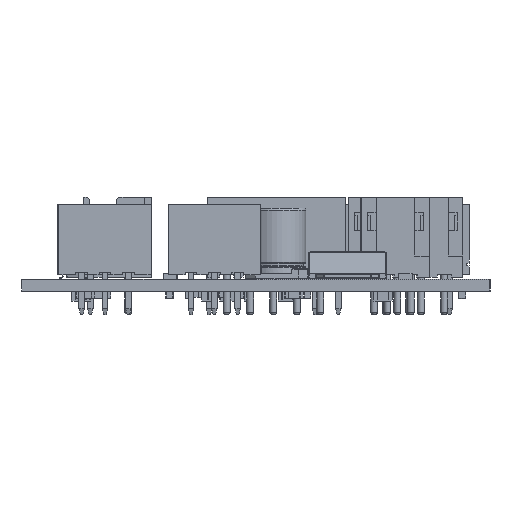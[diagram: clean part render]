
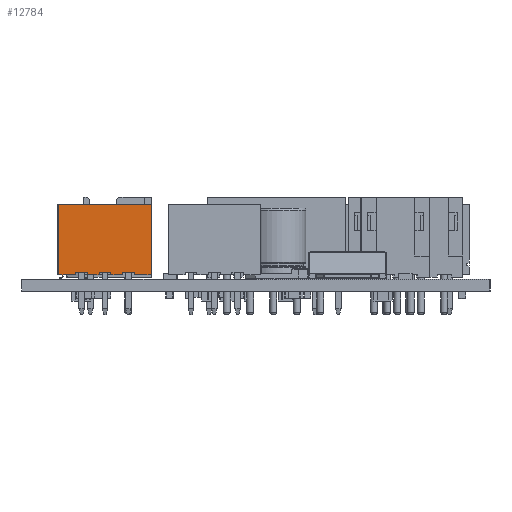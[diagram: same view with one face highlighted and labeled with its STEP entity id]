
A CAD part, left-side view. The second image highlights one B-rep face of the part: STEP entity #12784.
In plain terms, the highlighted face is planar.
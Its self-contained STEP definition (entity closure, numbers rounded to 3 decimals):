
#12168 = VERTEX_POINT('',#12169);
#12169 = CARTESIAN_POINT('',(-3.95,-2.8,9.4));
#12177 = EDGE_CURVE('',#12178,#12168,#12180,.T.);
#12178 = VERTEX_POINT('',#12179);
#12179 = CARTESIAN_POINT('',(-3.95,-2.8,3.4));
#12180 = LINE('',#12181,#12182);
#12181 = CARTESIAN_POINT('',(-3.95,-2.8,3.4));
#12182 = VECTOR('',#12183,1.);
#12183 = DIRECTION('',(0.,0.,1.));
#12273 = EDGE_CURVE('',#12168,#12274,#12276,.T.);
#12274 = VERTEX_POINT('',#12275);
#12275 = CARTESIAN_POINT('',(3.95,-2.8,9.4));
#12276 = LINE('',#12277,#12278);
#12277 = CARTESIAN_POINT('',(-3.95,-2.8,9.4));
#12278 = VECTOR('',#12279,1.);
#12279 = DIRECTION('',(1.,0.,0.));
#12766 = EDGE_CURVE('',#12178,#12767,#12769,.T.);
#12767 = VERTEX_POINT('',#12768);
#12768 = CARTESIAN_POINT('',(-2.5,-2.8,3.4));
#12769 = LINE('',#12770,#12771);
#12770 = CARTESIAN_POINT('',(-3.95,-2.8,3.4));
#12771 = VECTOR('',#12772,1.);
#12772 = DIRECTION('',(1.,0.,0.));
#12784 = ADVANCED_FACE('',(#12785),#12892,.F.);
#12785 = FACE_BOUND('',#12786,.F.);
#12786 = EDGE_LOOP('',(#12787,#12788,#12789,#12790,#12798,#12806,#12814,
    #12822,#12830,#12838,#12846,#12854,#12862,#12870,#12878,#12886));
#12787 = ORIENTED_EDGE('',*,*,#12766,.F.);
#12788 = ORIENTED_EDGE('',*,*,#12177,.T.);
#12789 = ORIENTED_EDGE('',*,*,#12273,.T.);
#12790 = ORIENTED_EDGE('',*,*,#12791,.F.);
#12791 = EDGE_CURVE('',#12792,#12274,#12794,.T.);
#12792 = VERTEX_POINT('',#12793);
#12793 = CARTESIAN_POINT('',(3.95,-2.8,3.4));
#12794 = LINE('',#12795,#12796);
#12795 = CARTESIAN_POINT('',(3.95,-2.8,3.4));
#12796 = VECTOR('',#12797,1.);
#12797 = DIRECTION('',(0.,0.,1.));
#12798 = ORIENTED_EDGE('',*,*,#12799,.F.);
#12799 = EDGE_CURVE('',#12800,#12792,#12802,.T.);
#12800 = VERTEX_POINT('',#12801);
#12801 = CARTESIAN_POINT('',(2.5,-2.8,3.4));
#12802 = LINE('',#12803,#12804);
#12803 = CARTESIAN_POINT('',(-3.95,-2.8,3.4));
#12804 = VECTOR('',#12805,1.);
#12805 = DIRECTION('',(1.,0.,0.));
#12806 = ORIENTED_EDGE('',*,*,#12807,.T.);
#12807 = EDGE_CURVE('',#12800,#12808,#12810,.T.);
#12808 = VERTEX_POINT('',#12809);
#12809 = CARTESIAN_POINT('',(2.5,-2.8,3.6));
#12810 = LINE('',#12811,#12812);
#12811 = CARTESIAN_POINT('',(2.5,-2.8,3.4));
#12812 = VECTOR('',#12813,1.);
#12813 = DIRECTION('',(0.,0.,1.));
#12814 = ORIENTED_EDGE('',*,*,#12815,.T.);
#12815 = EDGE_CURVE('',#12808,#12816,#12818,.T.);
#12816 = VERTEX_POINT('',#12817);
#12817 = CARTESIAN_POINT('',(1.5,-2.8,3.6));
#12818 = LINE('',#12819,#12820);
#12819 = CARTESIAN_POINT('',(-0.725,-2.8,3.6));
#12820 = VECTOR('',#12821,1.);
#12821 = DIRECTION('',(-1.,0.,0.));
#12822 = ORIENTED_EDGE('',*,*,#12823,.T.);
#12823 = EDGE_CURVE('',#12816,#12824,#12826,.T.);
#12824 = VERTEX_POINT('',#12825);
#12825 = CARTESIAN_POINT('',(1.5,-2.8,3.4));
#12826 = LINE('',#12827,#12828);
#12827 = CARTESIAN_POINT('',(1.5,-2.8,3.5));
#12828 = VECTOR('',#12829,1.);
#12829 = DIRECTION('',(0.,0.,-1.));
#12830 = ORIENTED_EDGE('',*,*,#12831,.F.);
#12831 = EDGE_CURVE('',#12832,#12824,#12834,.T.);
#12832 = VERTEX_POINT('',#12833);
#12833 = CARTESIAN_POINT('',(0.5,-2.8,3.4));
#12834 = LINE('',#12835,#12836);
#12835 = CARTESIAN_POINT('',(-3.95,-2.8,3.4));
#12836 = VECTOR('',#12837,1.);
#12837 = DIRECTION('',(1.,0.,0.));
#12838 = ORIENTED_EDGE('',*,*,#12839,.T.);
#12839 = EDGE_CURVE('',#12832,#12840,#12842,.T.);
#12840 = VERTEX_POINT('',#12841);
#12841 = CARTESIAN_POINT('',(0.5,-2.8,3.6));
#12842 = LINE('',#12843,#12844);
#12843 = CARTESIAN_POINT('',(0.5,-2.8,3.4));
#12844 = VECTOR('',#12845,1.);
#12845 = DIRECTION('',(0.,0.,1.));
#12846 = ORIENTED_EDGE('',*,*,#12847,.T.);
#12847 = EDGE_CURVE('',#12840,#12848,#12850,.T.);
#12848 = VERTEX_POINT('',#12849);
#12849 = CARTESIAN_POINT('',(-0.5,-2.8,3.6));
#12850 = LINE('',#12851,#12852);
#12851 = CARTESIAN_POINT('',(-1.725,-2.8,3.6));
#12852 = VECTOR('',#12853,1.);
#12853 = DIRECTION('',(-1.,0.,0.));
#12854 = ORIENTED_EDGE('',*,*,#12855,.T.);
#12855 = EDGE_CURVE('',#12848,#12856,#12858,.T.);
#12856 = VERTEX_POINT('',#12857);
#12857 = CARTESIAN_POINT('',(-0.5,-2.8,3.4));
#12858 = LINE('',#12859,#12860);
#12859 = CARTESIAN_POINT('',(-0.5,-2.8,3.5));
#12860 = VECTOR('',#12861,1.);
#12861 = DIRECTION('',(0.,0.,-1.));
#12862 = ORIENTED_EDGE('',*,*,#12863,.F.);
#12863 = EDGE_CURVE('',#12864,#12856,#12866,.T.);
#12864 = VERTEX_POINT('',#12865);
#12865 = CARTESIAN_POINT('',(-1.5,-2.8,3.4));
#12866 = LINE('',#12867,#12868);
#12867 = CARTESIAN_POINT('',(-3.95,-2.8,3.4));
#12868 = VECTOR('',#12869,1.);
#12869 = DIRECTION('',(1.,0.,0.));
#12870 = ORIENTED_EDGE('',*,*,#12871,.T.);
#12871 = EDGE_CURVE('',#12864,#12872,#12874,.T.);
#12872 = VERTEX_POINT('',#12873);
#12873 = CARTESIAN_POINT('',(-1.5,-2.8,3.6));
#12874 = LINE('',#12875,#12876);
#12875 = CARTESIAN_POINT('',(-1.5,-2.8,3.4));
#12876 = VECTOR('',#12877,1.);
#12877 = DIRECTION('',(0.,0.,1.));
#12878 = ORIENTED_EDGE('',*,*,#12879,.T.);
#12879 = EDGE_CURVE('',#12872,#12880,#12882,.T.);
#12880 = VERTEX_POINT('',#12881);
#12881 = CARTESIAN_POINT('',(-2.5,-2.8,3.6));
#12882 = LINE('',#12883,#12884);
#12883 = CARTESIAN_POINT('',(-2.725,-2.8,3.6));
#12884 = VECTOR('',#12885,1.);
#12885 = DIRECTION('',(-1.,0.,0.));
#12886 = ORIENTED_EDGE('',*,*,#12887,.T.);
#12887 = EDGE_CURVE('',#12880,#12767,#12888,.T.);
#12888 = LINE('',#12889,#12890);
#12889 = CARTESIAN_POINT('',(-2.5,-2.8,3.5));
#12890 = VECTOR('',#12891,1.);
#12891 = DIRECTION('',(0.,0.,-1.));
#12892 = PLANE('',#12893);
#12893 = AXIS2_PLACEMENT_3D('',#12894,#12895,#12896);
#12894 = CARTESIAN_POINT('',(-3.95,-2.8,3.4));
#12895 = DIRECTION('',(0.,1.,0.));
#12896 = DIRECTION('',(0.,0.,1.));
